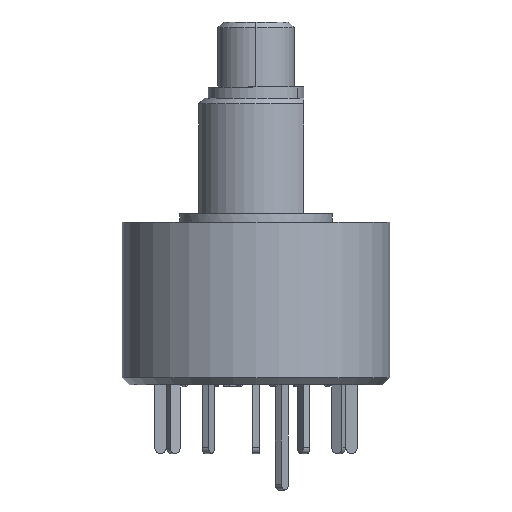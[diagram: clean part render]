
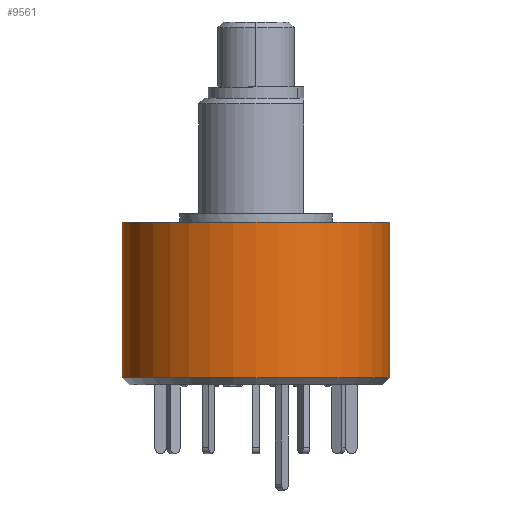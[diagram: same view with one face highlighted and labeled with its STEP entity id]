
A CAD part, left-side view. The second image highlights one B-rep face of the part: STEP entity #9561.
In plain terms, the highlighted cylindrical face has radius 7 mm (diameter 14 mm), a partial arc.
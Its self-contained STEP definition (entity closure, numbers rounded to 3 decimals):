
#688 = CARTESIAN_POINT ( 'NONE',  ( 0., 0., -0.45 ) ) ;
#1084 = VERTEX_POINT ( 'NONE', #2896 ) ;
#1688 = VERTEX_POINT ( 'NONE', #9818 ) ;
#1747 = DIRECTION ( 'NONE',  ( 0., 0., 1. ) ) ;
#2165 = LINE ( 'NONE', #13205, #16347 ) ;
#2561 = ORIENTED_EDGE ( 'NONE', *, *, #9581, .T. ) ;
#2581 = CARTESIAN_POINT ( 'NONE',  ( 0., -7., -8.574 ) ) ;
#2896 = CARTESIAN_POINT ( 'NONE',  ( 0., 7., -8.574 ) ) ;
#3462 = CARTESIAN_POINT ( 'NONE',  ( 0., 0., -0.45 ) ) ;
#4826 = DIRECTION ( 'NONE',  ( 0., 0., 1. ) ) ;
#4941 = FACE_OUTER_BOUND ( 'NONE', #12847, .T. ) ;
#5176 = EDGE_CURVE ( 'NONE', #1688, #15782, #12032, .T. ) ;
#6291 = CARTESIAN_POINT ( 'NONE',  ( 0., -7., -0.45 ) ) ;
#7684 = DIRECTION ( 'NONE',  ( 0., 0., -1. ) ) ;
#8397 = CARTESIAN_POINT ( 'NONE',  ( 0., 7., -0.45 ) ) ;
#8559 = VECTOR ( 'NONE', #7684, 1000. ) ;
#9053 = DIRECTION ( 'NONE',  ( 0., -1., 0. ) ) ;
#9561 = ADVANCED_FACE ( 'NONE', ( #4941 ), #15930, .T. ) ;
#9581 = EDGE_CURVE ( 'NONE', #14417, #1084, #2165, .T. ) ;
#9818 = CARTESIAN_POINT ( 'NONE',  ( 0., -7., -0.45 ) ) ;
#10031 = CIRCLE ( 'NONE', #13883, 7. ) ;
#10558 = ORIENTED_EDGE ( 'NONE', *, *, #5176, .F. ) ;
#10844 = AXIS2_PLACEMENT_3D ( 'NONE', #688, #16054, #17256 ) ;
#11753 = DIRECTION ( 'NONE',  ( 0., 0., -1. ) ) ;
#12032 = LINE ( 'NONE', #6291, #8559 ) ;
#12522 = EDGE_CURVE ( 'NONE', #14417, #1688, #14042, .T. ) ;
#12770 = CARTESIAN_POINT ( 'NONE',  ( 0., 0., -8.574 ) ) ;
#12847 = EDGE_LOOP ( 'NONE', ( #10558, #12862, #2561, #17557 ) ) ;
#12862 = ORIENTED_EDGE ( 'NONE', *, *, #12522, .F. ) ;
#13205 = CARTESIAN_POINT ( 'NONE',  ( 0., 7., -0.45 ) ) ;
#13783 = AXIS2_PLACEMENT_3D ( 'NONE', #3462, #4826, #9053 ) ;
#13883 = AXIS2_PLACEMENT_3D ( 'NONE', #12770, #1747, #16772 ) ;
#14042 = CIRCLE ( 'NONE', #13783, 7. ) ;
#14417 = VERTEX_POINT ( 'NONE', #8397 ) ;
#15782 = VERTEX_POINT ( 'NONE', #2581 ) ;
#15930 = CYLINDRICAL_SURFACE ( 'NONE', #10844, 7. ) ;
#16054 = DIRECTION ( 'NONE',  ( 0., 0., -1. ) ) ;
#16347 = VECTOR ( 'NONE', #11753, 1000. ) ;
#16668 = EDGE_CURVE ( 'NONE', #1084, #15782, #10031, .T. ) ;
#16772 = DIRECTION ( 'NONE',  ( 0., -1., 0. ) ) ;
#17256 = DIRECTION ( 'NONE',  ( 0., 1., 0. ) ) ;
#17557 = ORIENTED_EDGE ( 'NONE', *, *, #16668, .T. ) ;
